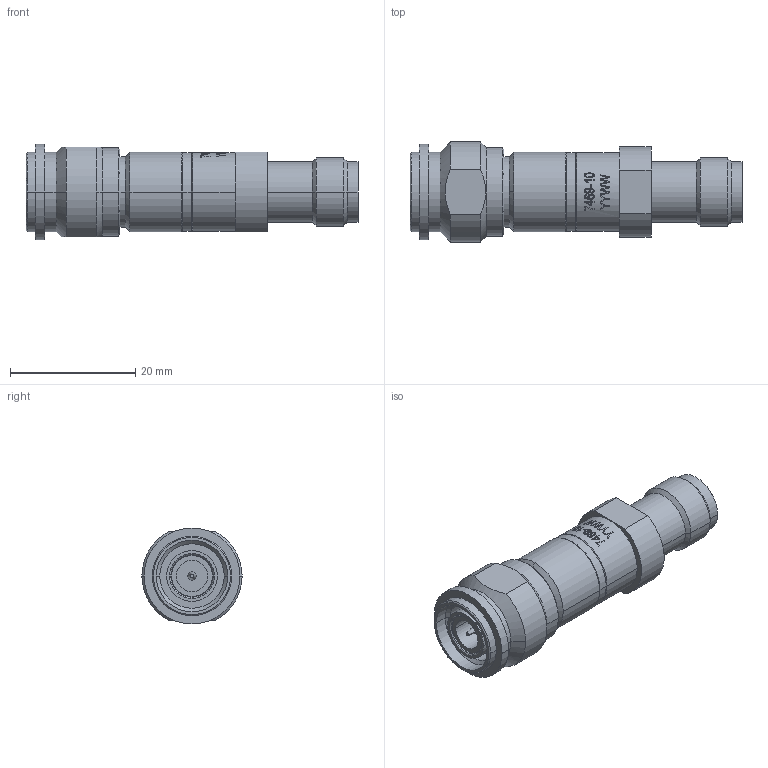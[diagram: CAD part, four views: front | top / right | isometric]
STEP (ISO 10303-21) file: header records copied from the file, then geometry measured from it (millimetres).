
FILE_DESCRIPTION (( 'STEP AP214' ), '1' );
FILE_NAME ('FMAT7469-10_3D.step', '2023-05-22T18:48:09', ( '' ), ( '' ), 'SwSTEP 2.0', 'SolidWorks 2022', '' );
FILE_SCHEMA (( 'AUTOMOTIVE_DESIGN' ));
Length unit declared in the file: inch
Products named in the file (4): tnc male^FMAT7469-10; threaded union^FMAT7469-10; tnc female^FMAT7469-10; FMAT7469-10_3D
Assembly tree (3 placements, depth 2):
  FMAT7469-10_3D
    tnc male^FMAT7469-10
    threaded union^FMAT7469-10
    tnc female^FMAT7469-10
Bounding box: 53 x 16 x 15.3 mm (x, y, z)
Volume: 6977.4 mm3; surface area: 4879.3 mm2
Topology: 3 solids, 3 shells, 148 faces, 409 edges, 298 vertices
Faces by surface type: cylinder 73, cone 49, plane 26
Entity records: 6197 total; most frequent: CARTESIAN_POINT 2005, DIRECTION 819, ORIENTED_EDGE 818, EDGE_CURVE 409, AXIS2_PLACEMENT_3D 343, VERTEX_POINT 298, CIRCLE 189, EDGE_LOOP 179
